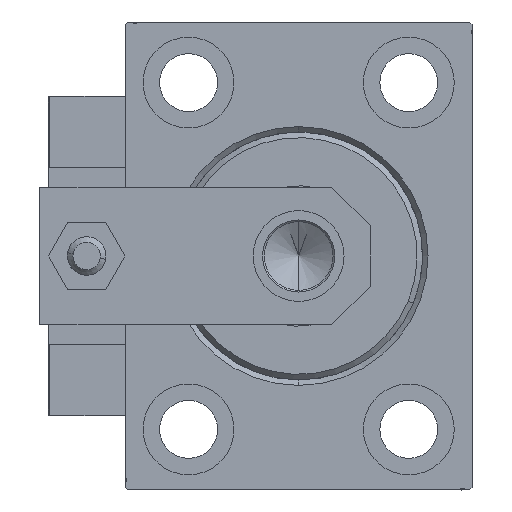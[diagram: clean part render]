
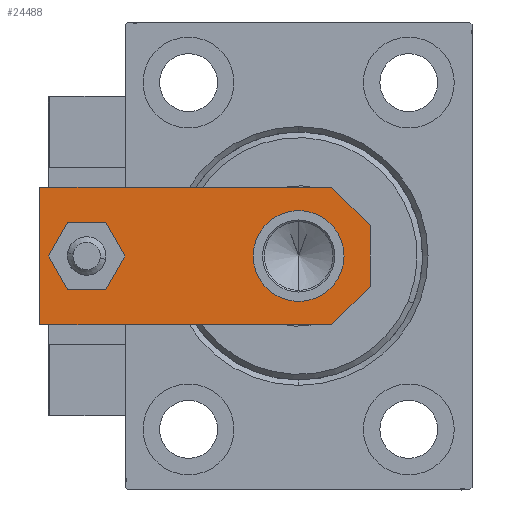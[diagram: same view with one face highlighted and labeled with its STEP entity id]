
A CAD part, left-side view. The second image highlights one B-rep face of the part: STEP entity #24488.
In plain terms, the highlighted face is planar.
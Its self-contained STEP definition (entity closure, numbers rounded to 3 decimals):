
#260 = EDGE_CURVE ( 'NONE', #7949, #28347, #6461, .T. ) ;
#264 = FACE_OUTER_BOUND ( 'NONE', #42183, .T. ) ;
#680 = CARTESIAN_POINT ( 'NONE',  ( -12.5, 0., 6. ) ) ;
#1751 = CARTESIAN_POINT ( 'NONE',  ( 0., 13., 6. ) ) ;
#2290 = EDGE_CURVE ( 'NONE', #37723, #37525, #11837, .T. ) ;
#2329 = DIRECTION ( 'NONE',  ( 1., 0., 0. ) ) ;
#2540 = ORIENTED_EDGE ( 'NONE', *, *, #9773, .T. ) ;
#2838 = AXIS2_PLACEMENT_3D ( 'NONE', #38429, #15149, #45527 ) ;
#2926 = ORIENTED_EDGE ( 'NONE', *, *, #40488, .F. ) ;
#3174 = VECTOR ( 'NONE', #25575, 1000. ) ;
#3948 = ORIENTED_EDGE ( 'NONE', *, *, #8010, .T. ) ;
#4289 = DIRECTION ( 'NONE',  ( 0.707, -0.707, 0. ) ) ;
#4334 = DIRECTION ( 'NONE',  ( 1., 0., 0. ) ) ;
#4580 = FACE_BOUND ( 'NONE', #13325, .T. ) ;
#4586 = EDGE_CURVE ( 'NONE', #45632, #32293, #44742, .T. ) ;
#4706 = EDGE_CURVE ( 'NONE', #20106, #25511, #25214, .T. ) ;
#5836 = CARTESIAN_POINT ( 'NONE',  ( 12.5, 0., 6. ) ) ;
#6136 = CARTESIAN_POINT ( 'NONE',  ( 0., 13., 6. ) ) ;
#6461 = CIRCLE ( 'NONE', #39596, 8.25 ) ;
#7159 = ORIENTED_EDGE ( 'NONE', *, *, #2290, .T. ) ;
#7949 = VERTEX_POINT ( 'NONE', #12381 ) ;
#8010 = EDGE_CURVE ( 'NONE', #11078, #45632, #29781, .T. ) ;
#9773 = EDGE_CURVE ( 'NONE', #37525, #13519, #14523, .T. ) ;
#9890 = VECTOR ( 'NONE', #18820, 1000. ) ;
#11078 = VERTEX_POINT ( 'NONE', #47215 ) ;
#11150 = EDGE_LOOP ( 'NONE', ( #29296, #33842 ) ) ;
#11837 = LINE ( 'NONE', #680, #24288 ) ;
#11916 = CARTESIAN_POINT ( 'NONE',  ( 0., 0., 6. ) ) ;
#12381 = CARTESIAN_POINT ( 'NONE',  ( -8.25, 13., 6. ) ) ;
#12591 = DIRECTION ( 'NONE',  ( 1., 0., 0. ) ) ;
#13325 = EDGE_LOOP ( 'NONE', ( #24995, #2926 ) ) ;
#13519 = VERTEX_POINT ( 'NONE', #28289 ) ;
#14422 = LINE ( 'NONE', #5836, #3174 ) ;
#14523 = LINE ( 'NONE', #49938, #9890 ) ;
#15105 = CARTESIAN_POINT ( 'NONE',  ( 0., 51.5, 6. ) ) ;
#15149 = DIRECTION ( 'NONE',  ( 0., 0., 1. ) ) ;
#16097 = DIRECTION ( 'NONE',  ( 1., 0., 0. ) ) ;
#16220 = PLANE ( 'NONE',  #23356 ) ;
#18135 = CARTESIAN_POINT ( 'NONE',  ( 8.25, 13., 6. ) ) ;
#18820 = DIRECTION ( 'NONE',  ( 0.707, 0.707, 0. ) ) ;
#20106 = VERTEX_POINT ( 'NONE', #20177 ) ;
#20177 = CARTESIAN_POINT ( 'NONE',  ( -4., 51.5, 6. ) ) ;
#21743 = DIRECTION ( 'NONE',  ( 1., 0., 0. ) ) ;
#21945 = CARTESIAN_POINT ( 'NONE',  ( -12.5, 60., 6. ) ) ;
#21955 = VECTOR ( 'NONE', #41187, 1000. ) ;
#22299 = CARTESIAN_POINT ( 'NONE',  ( -12.5, 60., 6. ) ) ;
#22637 = VECTOR ( 'NONE', #4289, 1000. ) ;
#22734 = AXIS2_PLACEMENT_3D ( 'NONE', #15105, #35073, #16097 ) ;
#23356 = AXIS2_PLACEMENT_3D ( 'NONE', #11916, #23553, #4334 ) ;
#23553 = DIRECTION ( 'NONE',  ( 0., 0., 1. ) ) ;
#24288 = VECTOR ( 'NONE', #12591, 1000. ) ;
#24488 = ADVANCED_FACE ( 'NONE', ( #27353, #264, #4580 ), #16220, .T. ) ;
#24995 = ORIENTED_EDGE ( 'NONE', *, *, #260, .F. ) ;
#25214 = CIRCLE ( 'NONE', #22734, 4. ) ;
#25511 = VERTEX_POINT ( 'NONE', #33157 ) ;
#25575 = DIRECTION ( 'NONE',  ( 0., 1., 0. ) ) ;
#26978 = CARTESIAN_POINT ( 'NONE',  ( 12.5, 60., 6. ) ) ;
#27010 = EDGE_CURVE ( 'NONE', #13519, #11078, #14422, .T. ) ;
#27353 = FACE_BOUND ( 'NONE', #11150, .T. ) ;
#28289 = CARTESIAN_POINT ( 'NONE',  ( 12.5, 7., 6. ) ) ;
#28347 = VERTEX_POINT ( 'NONE', #18135 ) ;
#29296 = ORIENTED_EDGE ( 'NONE', *, *, #4706, .F. ) ;
#29323 = VECTOR ( 'NONE', #42170, 1000. ) ;
#29628 = EDGE_CURVE ( 'NONE', #32293, #37723, #42516, .T. ) ;
#29781 = LINE ( 'NONE', #26978, #29323 ) ;
#32293 = VERTEX_POINT ( 'NONE', #45615 ) ;
#33157 = CARTESIAN_POINT ( 'NONE',  ( 4., 51.5, 6. ) ) ;
#33169 = ORIENTED_EDGE ( 'NONE', *, *, #29628, .T. ) ;
#33842 = ORIENTED_EDGE ( 'NONE', *, *, #44828, .F. ) ;
#35073 = DIRECTION ( 'NONE',  ( 0., 0., 1. ) ) ;
#35132 = ORIENTED_EDGE ( 'NONE', *, *, #4586, .T. ) ;
#37012 = DIRECTION ( 'NONE',  ( 0., 0., 1. ) ) ;
#37104 = ORIENTED_EDGE ( 'NONE', *, *, #27010, .T. ) ;
#37525 = VERTEX_POINT ( 'NONE', #43698 ) ;
#37569 = CIRCLE ( 'NONE', #2838, 4. ) ;
#37723 = VERTEX_POINT ( 'NONE', #46943 ) ;
#38429 = CARTESIAN_POINT ( 'NONE',  ( 0., 51.5, 6. ) ) ;
#39596 = AXIS2_PLACEMENT_3D ( 'NONE', #6136, #37012, #2329 ) ;
#40488 = EDGE_CURVE ( 'NONE', #28347, #7949, #43201, .T. ) ;
#41187 = DIRECTION ( 'NONE',  ( 0., -1., 0. ) ) ;
#41224 = DIRECTION ( 'NONE',  ( 0., 0., 1. ) ) ;
#42170 = DIRECTION ( 'NONE',  ( -1., 0., 0. ) ) ;
#42183 = EDGE_LOOP ( 'NONE', ( #35132, #33169, #7159, #2540, #37104, #3948 ) ) ;
#42516 = LINE ( 'NONE', #49609, #22637 ) ;
#43201 = CIRCLE ( 'NONE', #45509, 8.25 ) ;
#43698 = CARTESIAN_POINT ( 'NONE',  ( 5.5, 0., 6. ) ) ;
#44742 = LINE ( 'NONE', #21945, #21955 ) ;
#44828 = EDGE_CURVE ( 'NONE', #25511, #20106, #37569, .T. ) ;
#45509 = AXIS2_PLACEMENT_3D ( 'NONE', #1751, #41224, #21743 ) ;
#45527 = DIRECTION ( 'NONE',  ( 1., 0., 0. ) ) ;
#45615 = CARTESIAN_POINT ( 'NONE',  ( -12.5, 7., 6. ) ) ;
#45632 = VERTEX_POINT ( 'NONE', #22299 ) ;
#46943 = CARTESIAN_POINT ( 'NONE',  ( -5.5, 0., 6. ) ) ;
#47215 = CARTESIAN_POINT ( 'NONE',  ( 12.5, 60., 6. ) ) ;
#49609 = CARTESIAN_POINT ( 'NONE',  ( -2.75, -2.75, 6. ) ) ;
#49938 = CARTESIAN_POINT ( 'NONE',  ( 2.75, -2.75, 6. ) ) ;
